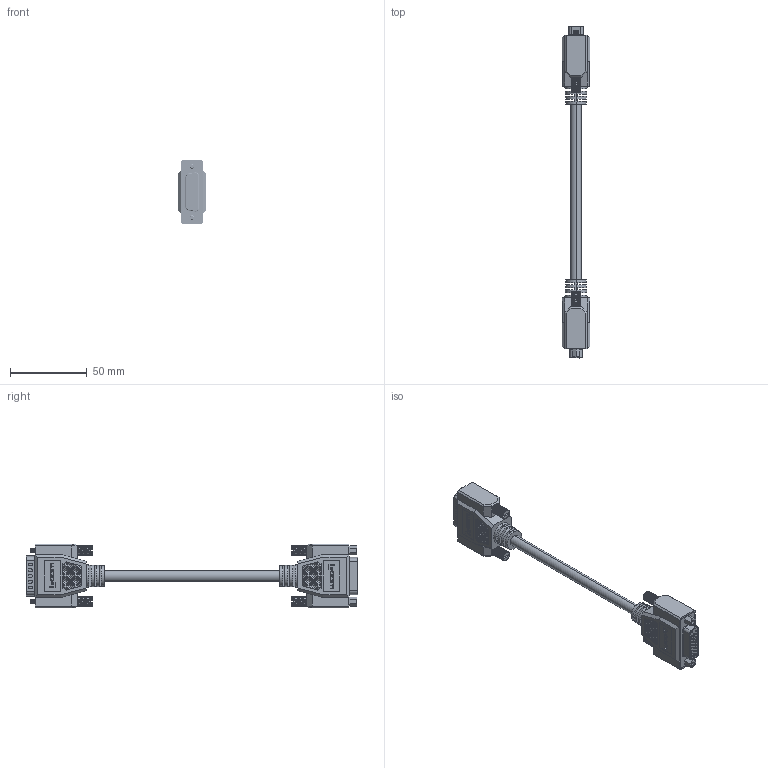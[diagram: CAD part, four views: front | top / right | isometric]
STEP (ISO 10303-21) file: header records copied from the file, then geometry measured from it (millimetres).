
FILE_DESCRIPTION (( 'STEP AP214' ), '1' );
FILE_NAME ('CHD26MF_3D.STEP', '2024-01-10T13:56:07', ( '' ), ( '' ), 'SwSTEP 2.0', 'SolidWorks 2022', '' );
FILE_SCHEMA (( 'AUTOMOTIVE_DESIGN' ));
Length unit declared in the file: inch
Products named in the file (7): SDH26P; MTN-170_NEW LOGO; 3AC03-025_.280" O.D. X 4.5"; 3AA06-002_4-40 HEX WITHOUT FILLETS; CHD26MF_3D; 1AJ06-028_CRMN9 Screw; SDH26S
Assembly tree (11 placements, depth 2):
  CHD26MF_3D
    3AC03-025_.280" O.D. X 4.5"
    1AJ06-028_CRMN9 Screw  x4
    MTN-170_NEW LOGO  x2
    SDH26S
    SDH26P
    3AA06-002_4-40 HEX WITHOUT FILLETS  x2
Bounding box: 17.98 x 216 x 41.17 mm (x, y, z)
Volume: 52493.2 mm3; surface area: 25534.1 mm2
Topology: 11 solids, 11 shells, 6991 faces, 15206 edges, 8388 vertices
Faces by surface type: plane 4071, bspline 1466, cylinder 1310, cone 52, sphere 52, torus 40
Entity records: 116268 total; most frequent: CARTESIAN_POINT 35457, ORIENTED_EDGE 14430, DIRECTION 12869, EDGE_CURVE 7215, LINE 4511, VECTOR 4511, AXIS2_PLACEMENT_3D 4179, VERTEX_POINT 3943
